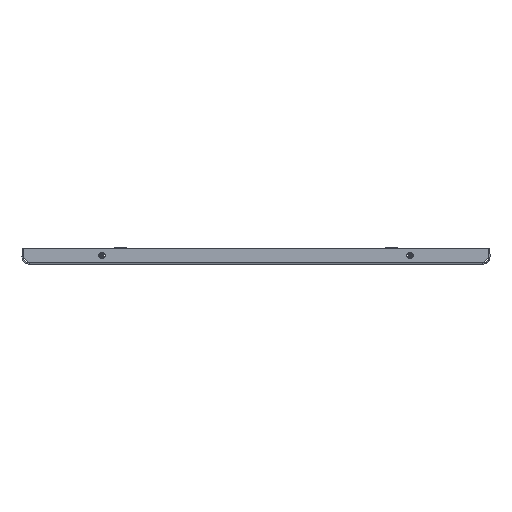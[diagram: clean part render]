
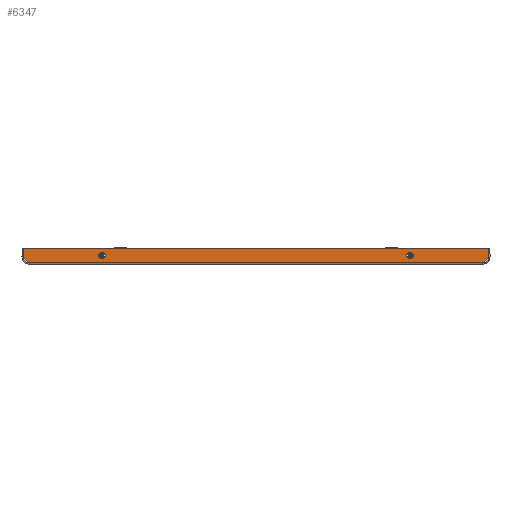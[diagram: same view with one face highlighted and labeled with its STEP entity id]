
A CAD part, front view. The second image highlights one B-rep face of the part: STEP entity #6347.
In plain terms, the highlighted planar face has unit normal (0, -1, 0).
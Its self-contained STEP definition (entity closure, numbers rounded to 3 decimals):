
#6347 = ADVANCED_FACE ( 'NONE', ( #10073, #10076, #10067 ), #13542, .F. ) ;
#6442 = DIRECTION ( 'NONE',  ( 0., 0., 1. ) ) ;
#6452 = CARTESIAN_POINT ( 'NONE',  ( -195.5, -877.5, 11. ) ) ;
#6461 = CARTESIAN_POINT ( 'NONE',  ( -295.5, -877.5, 20. ) ) ;
#6476 = DIRECTION ( 'NONE',  ( 0., 0., 1. ) ) ;
#6502 = DIRECTION ( 'NONE',  ( -1., 0., 0. ) ) ;
#6564 = CARTESIAN_POINT ( 'NONE',  ( 295.4, -877.5, 1.51 ) ) ;
#6789 = DIRECTION ( 'NONE',  ( -1., 0., 0. ) ) ;
#6793 = DIRECTION ( 'NONE',  ( 0., -1., 0. ) ) ;
#7037 = CARTESIAN_POINT ( 'NONE',  ( -295.5, -877.5, 1.51 ) ) ;
#7615 = CARTESIAN_POINT ( 'NONE',  ( 295.4, -877.5, 20. ) ) ;
#7618 = CARTESIAN_POINT ( 'NONE',  ( 295.4, -877.5, 8.9 ) ) ;
#7658 = CARTESIAN_POINT ( 'NONE',  ( -288.016, -877.5, 1.51 ) ) ;
#7727 = CARTESIAN_POINT ( 'NONE',  ( -195.5, -877.5, 15. ) ) ;
#7740 = CARTESIAN_POINT ( 'NONE',  ( 195.5, -877.5, 7. ) ) ;
#7742 = CARTESIAN_POINT ( 'NONE',  ( -295.4, -877.5, 8.9 ) ) ;
#7757 = CARTESIAN_POINT ( 'NONE',  ( 195.5, -877.5, 15. ) ) ;
#7930 = CARTESIAN_POINT ( 'NONE',  ( 288.016, -877.5, 1.51 ) ) ;
#8043 = CARTESIAN_POINT ( 'NONE',  ( -295.4, -877.5, 20. ) ) ;
#8117 = CARTESIAN_POINT ( 'NONE',  ( -195.5, -877.5, 7. ) ) ;
#8279 = CIRCLE ( 'NONE', #17720, 4. ) ;
#8311 = CIRCLE ( 'NONE', #17641, 4. ) ;
#8331 = CIRCLE ( 'NONE', #17648, 4. ) ;
#8370 = LINE ( 'NONE', #29162, #8384 ) ;
#8375 = VECTOR ( 'NONE', #29160, 1000. ) ;
#8377 = LINE ( 'NONE', #29161, #8375 ) ;
#8384 = VECTOR ( 'NONE', #29150, 1000. ) ;
#8392 = LINE ( 'NONE', #29194, #8395 ) ;
#8395 = VECTOR ( 'NONE', #29189, 1000. ) ;
#9933 = AXIS2_PLACEMENT_3D ( 'NONE', #13563, #13541, #13540 ) ;
#10067 = FACE_BOUND ( 'NONE', #21058, .T. ) ;
#10073 = FACE_OUTER_BOUND ( 'NONE', #21051, .T. ) ;
#10076 = FACE_BOUND ( 'NONE', #21056, .T. ) ;
#13540 = DIRECTION ( 'NONE',  ( 0., 0., 1. ) ) ;
#13541 = DIRECTION ( 'NONE',  ( 0., 1., 0. ) ) ;
#13542 = PLANE ( 'NONE',  #9933 ) ;
#13563 = CARTESIAN_POINT ( 'NONE',  ( -295.5, -877.5, 20. ) ) ;
#17641 = AXIS2_PLACEMENT_3D ( 'NONE', #29037, #29033, #29032 ) ;
#17648 = AXIS2_PLACEMENT_3D ( 'NONE', #29075, #29069, #29068 ) ;
#17720 = AXIS2_PLACEMENT_3D ( 'NONE', #28989, #28987, #28986 ) ;
#17895 = AXIS2_PLACEMENT_3D ( 'NONE', #6452, #6793, #6442 ) ;
#21051 = EDGE_LOOP ( 'NONE', ( #31081, #31059, #31080, #31083, #31084, #31085 ) ) ;
#21056 = EDGE_LOOP ( 'NONE', ( #31086, #31087 ) ) ;
#21058 = EDGE_LOOP ( 'NONE', ( #31088, #31025 ) ) ;
#23894 = VECTOR ( 'NONE', #6502, 1000. ) ;
#23895 = LINE ( 'NONE', #6461, #23894 ) ;
#23896 = CIRCLE ( 'NONE', #17895, 4. ) ;
#23900 = LINE ( 'NONE', #6564, #23901 ) ;
#23901 = VECTOR ( 'NONE', #6476, 1000. ) ;
#23902 = VECTOR ( 'NONE', #6789, 1000. ) ;
#23911 = LINE ( 'NONE', #7037, #23902 ) ;
#24190 = EDGE_CURVE ( 'NONE', #27602, #27734, #8392, .T. ) ;
#24208 = EDGE_CURVE ( 'NONE', #27508, #27726, #8377, .T. ) ;
#24218 = EDGE_CURVE ( 'NONE', #27602, #27792, #8370, .T. ) ;
#24277 = EDGE_CURVE ( 'NONE', #27555, #27608, #8331, .T. ) ;
#24308 = EDGE_CURVE ( 'NONE', #27678, #27661, #8311, .T. ) ;
#24354 = EDGE_CURVE ( 'NONE', #27608, #27555, #8279, .T. ) ;
#24912 = EDGE_CURVE ( 'NONE', #27661, #27678, #23896, .T. ) ;
#24918 = EDGE_CURVE ( 'NONE', #27517, #27792, #23895, .T. ) ;
#24921 = EDGE_CURVE ( 'NONE', #27508, #27517, #23900, .T. ) ;
#24927 = EDGE_CURVE ( 'NONE', #27726, #27734, #23911, .T. ) ;
#27508 = VERTEX_POINT ( 'NONE', #7618 ) ;
#27517 = VERTEX_POINT ( 'NONE', #7615 ) ;
#27555 = VERTEX_POINT ( 'NONE', #7757 ) ;
#27602 = VERTEX_POINT ( 'NONE', #7742 ) ;
#27608 = VERTEX_POINT ( 'NONE', #7740 ) ;
#27661 = VERTEX_POINT ( 'NONE', #7727 ) ;
#27678 = VERTEX_POINT ( 'NONE', #8117 ) ;
#27726 = VERTEX_POINT ( 'NONE', #7930 ) ;
#27734 = VERTEX_POINT ( 'NONE', #7658 ) ;
#27792 = VERTEX_POINT ( 'NONE', #8043 ) ;
#28986 = DIRECTION ( 'NONE',  ( 0., 0., 1. ) ) ;
#28987 = DIRECTION ( 'NONE',  ( 0., 1., 0. ) ) ;
#28989 = CARTESIAN_POINT ( 'NONE',  ( 195.5, -877.5, 11. ) ) ;
#29032 = DIRECTION ( 'NONE',  ( 0., 0., 1. ) ) ;
#29033 = DIRECTION ( 'NONE',  ( 0., -1., 0. ) ) ;
#29037 = CARTESIAN_POINT ( 'NONE',  ( -195.5, -877.5, 11. ) ) ;
#29068 = DIRECTION ( 'NONE',  ( 0., 0., 1. ) ) ;
#29069 = DIRECTION ( 'NONE',  ( 0., 1., 0. ) ) ;
#29075 = CARTESIAN_POINT ( 'NONE',  ( 195.5, -877.5, 11. ) ) ;
#29150 = DIRECTION ( 'NONE',  ( 0., 0., 1. ) ) ;
#29160 = DIRECTION ( 'NONE',  ( -0.707, 0., -0.707 ) ) ;
#29161 = CARTESIAN_POINT ( 'NONE',  ( 5.725, -877.5, -280.996 ) ) ;
#29162 = CARTESIAN_POINT ( 'NONE',  ( -295.4, -877.5, 1.51 ) ) ;
#29189 = DIRECTION ( 'NONE',  ( 0.707, 0., -0.707 ) ) ;
#29194 = CARTESIAN_POINT ( 'NONE',  ( -301., -877.5, 14.504 ) ) ;
#31025 = ORIENTED_EDGE ( 'NONE', *, *, #24308, .F. ) ;
#31059 = ORIENTED_EDGE ( 'NONE', *, *, #24190, .T. ) ;
#31080 = ORIENTED_EDGE ( 'NONE', *, *, #24927, .F. ) ;
#31081 = ORIENTED_EDGE ( 'NONE', *, *, #24218, .F. ) ;
#31083 = ORIENTED_EDGE ( 'NONE', *, *, #24208, .F. ) ;
#31084 = ORIENTED_EDGE ( 'NONE', *, *, #24921, .T. ) ;
#31085 = ORIENTED_EDGE ( 'NONE', *, *, #24918, .T. ) ;
#31086 = ORIENTED_EDGE ( 'NONE', *, *, #24277, .T. ) ;
#31087 = ORIENTED_EDGE ( 'NONE', *, *, #24354, .T. ) ;
#31088 = ORIENTED_EDGE ( 'NONE', *, *, #24912, .F. ) ;
